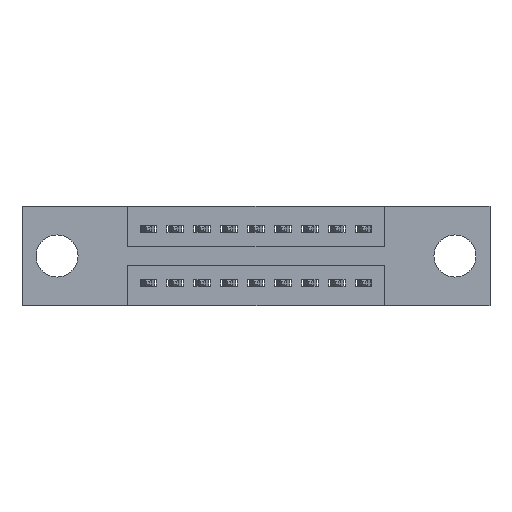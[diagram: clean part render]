
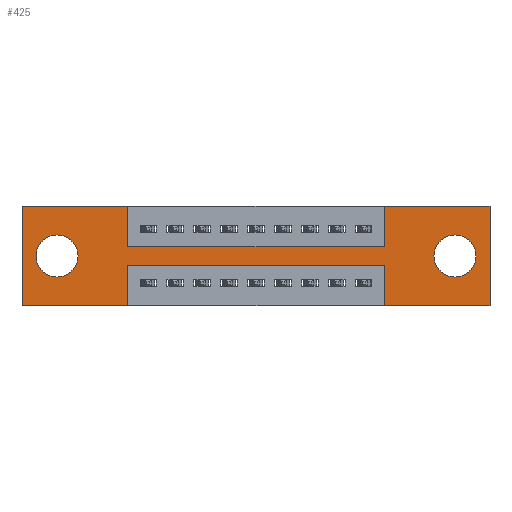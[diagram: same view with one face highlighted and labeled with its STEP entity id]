
A CAD part, front view. The second image highlights one B-rep face of the part: STEP entity #425.
In plain terms, the highlighted planar face has unit normal (0, -1, 0).
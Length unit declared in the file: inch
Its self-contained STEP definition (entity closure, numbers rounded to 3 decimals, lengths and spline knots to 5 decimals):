
#9 = EDGE_CURVE ( 'NONE', #7524, #9520, #5033, .T. ) ;
#63 = VERTEX_POINT ( 'NONE', #6117 ) ;
#111 = CARTESIAN_POINT ( 'NONE',  ( 0.13, 0., -0.185 ) ) ;
#216 = EDGE_CURVE ( 'NONE', #4138, #63, #10358, .T. ) ;
#237 = ORIENTED_EDGE ( 'NONE', *, *, #4190, .F. ) ;
#257 = CARTESIAN_POINT ( 'NONE',  ( 1.735, 0., 0. ) ) ;
#302 = CARTESIAN_POINT ( 'NONE',  ( 1.3425, 0., -0.37 ) ) ;
#395 = CARTESIAN_POINT ( 'NONE',  ( 1.605, 0., -0.263 ) ) ;
#425 = ADVANCED_FACE ( 'NONE', ( #7093, #8070, #6962 ), #10785, .T. ) ;
#620 = CARTESIAN_POINT ( 'NONE',  ( 0.3925, 0., -0.22 ) ) ;
#641 = EDGE_CURVE ( 'NONE', #3807, #7524, #819, .T. ) ;
#658 = VECTOR ( 'NONE', #7275, 39.37008 ) ;
#756 = DIRECTION ( 'NONE',  ( 0., -1., 0. ) ) ;
#819 = LINE ( 'NONE', #946, #658 ) ;
#944 = CARTESIAN_POINT ( 'NONE',  ( 0.3925, 0., -0.15 ) ) ;
#946 = CARTESIAN_POINT ( 'NONE',  ( 1.735, 0., 0. ) ) ;
#1315 = VECTOR ( 'NONE', #4027, 39.37008 ) ;
#1460 = EDGE_LOOP ( 'NONE', ( #1679, #3708 ) ) ;
#1501 = AXIS2_PLACEMENT_3D ( 'NONE', #6244, #756, #3468 ) ;
#1679 = ORIENTED_EDGE ( 'NONE', *, *, #3696, .T. ) ;
#1711 = CIRCLE ( 'NONE', #3248, 0.078 ) ;
#1714 = CARTESIAN_POINT ( 'NONE',  ( 1.605, 0., -0.185 ) ) ;
#1749 = AXIS2_PLACEMENT_3D ( 'NONE', #1714, #8814, #3412 ) ;
#1774 = ORIENTED_EDGE ( 'NONE', *, *, #7921, .F. ) ;
#1803 = EDGE_CURVE ( 'NONE', #11930, #9374, #11800, .T. ) ;
#1964 = ORIENTED_EDGE ( 'NONE', *, *, #216, .F. ) ;
#2093 = VECTOR ( 'NONE', #6293, 39.37008 ) ;
#2543 = CARTESIAN_POINT ( 'NONE',  ( 0.3925, 0., -0.15 ) ) ;
#2583 = AXIS2_PLACEMENT_3D ( 'NONE', #11936, #11193, #2728 ) ;
#2599 = CARTESIAN_POINT ( 'NONE',  ( 1.3425, 0., -0.37 ) ) ;
#2712 = CARTESIAN_POINT ( 'NONE',  ( 1.605, 0., -0.107 ) ) ;
#2728 = DIRECTION ( 'NONE',  ( 0., 0., -1. ) ) ;
#2759 = VERTEX_POINT ( 'NONE', #7367 ) ;
#2783 = LINE ( 'NONE', #8179, #3951 ) ;
#2832 = ORIENTED_EDGE ( 'NONE', *, *, #4424, .F. ) ;
#2941 = CARTESIAN_POINT ( 'NONE',  ( 0.3925, 0., -0.37 ) ) ;
#3182 = ORIENTED_EDGE ( 'NONE', *, *, #5611, .F. ) ;
#3193 = VECTOR ( 'NONE', #3819, 39.37008 ) ;
#3248 = AXIS2_PLACEMENT_3D ( 'NONE', #111, #10204, #3793 ) ;
#3375 = CARTESIAN_POINT ( 'NONE',  ( 0.13, 0., -0.185 ) ) ;
#3377 = VECTOR ( 'NONE', #7267, 39.37008 ) ;
#3386 = CARTESIAN_POINT ( 'NONE',  ( 0., 0., 0. ) ) ;
#3409 = CARTESIAN_POINT ( 'NONE',  ( 0.3925, 0., -0.37 ) ) ;
#3412 = DIRECTION ( 'NONE',  ( 0., 0., -1. ) ) ;
#3468 = DIRECTION ( 'NONE',  ( 0., 0., -1. ) ) ;
#3573 = DIRECTION ( 'NONE',  ( 0., 0., -1. ) ) ;
#3696 = EDGE_CURVE ( 'NONE', #9374, #11930, #4743, .T. ) ;
#3708 = ORIENTED_EDGE ( 'NONE', *, *, #1803, .T. ) ;
#3720 = EDGE_CURVE ( 'NONE', #5502, #4469, #2783, .T. ) ;
#3773 = LINE ( 'NONE', #944, #5926 ) ;
#3793 = DIRECTION ( 'NONE',  ( 0., 0., 1. ) ) ;
#3807 = VERTEX_POINT ( 'NONE', #257 ) ;
#3809 = CARTESIAN_POINT ( 'NONE',  ( 0., 0., -0.37 ) ) ;
#3819 = DIRECTION ( 'NONE',  ( 0., 0., -1. ) ) ;
#3951 = VECTOR ( 'NONE', #3573, 39.37008 ) ;
#4027 = DIRECTION ( 'NONE',  ( -1., 0., 0. ) ) ;
#4138 = VERTEX_POINT ( 'NONE', #9543 ) ;
#4190 = EDGE_CURVE ( 'NONE', #6376, #3807, #9489, .T. ) ;
#4395 = CARTESIAN_POINT ( 'NONE',  ( 1.735, 0., -0.37 ) ) ;
#4424 = EDGE_CURVE ( 'NONE', #9034, #9482, #5467, .T. ) ;
#4447 = CARTESIAN_POINT ( 'NONE',  ( 0., 0., -0.37 ) ) ;
#4469 = VERTEX_POINT ( 'NONE', #2543 ) ;
#4644 = DIRECTION ( 'NONE',  ( 1., 0., 0. ) ) ;
#4743 = CIRCLE ( 'NONE', #2583, 0.078 ) ;
#4956 = EDGE_CURVE ( 'NONE', #63, #9034, #7557, .T. ) ;
#5033 = LINE ( 'NONE', #8657, #8262 ) ;
#5171 = DIRECTION ( 'NONE',  ( 0., 0., 1. ) ) ;
#5229 = LINE ( 'NONE', #11501, #7122 ) ;
#5404 = LINE ( 'NONE', #2599, #2093 ) ;
#5467 = LINE ( 'NONE', #4447, #3377 ) ;
#5500 = ORIENTED_EDGE ( 'NONE', *, *, #7665, .F. ) ;
#5502 = VERTEX_POINT ( 'NONE', #11049 ) ;
#5611 = EDGE_CURVE ( 'NONE', #10970, #5502, #8635, .T. ) ;
#5926 = VECTOR ( 'NONE', #4644, 39.37008 ) ;
#6043 = DIRECTION ( 'NONE',  ( 0., 1., 0. ) ) ;
#6117 = CARTESIAN_POINT ( 'NONE',  ( 0.3925, 0., -0.22 ) ) ;
#6244 = CARTESIAN_POINT ( 'NONE',  ( 0., 0., -0.37 ) ) ;
#6257 = CARTESIAN_POINT ( 'NONE',  ( 1.3425, 0., -0.15 ) ) ;
#6293 = DIRECTION ( 'NONE',  ( 0., 0., 1. ) ) ;
#6315 = ORIENTED_EDGE ( 'NONE', *, *, #10673, .F. ) ;
#6376 = VERTEX_POINT ( 'NONE', #11300 ) ;
#6578 = CARTESIAN_POINT ( 'NONE',  ( 0., 0., 0. ) ) ;
#6597 = CARTESIAN_POINT ( 'NONE',  ( 0.13, 0., -0.263 ) ) ;
#6906 = DIRECTION ( 'NONE',  ( 1., 0., 0. ) ) ;
#6940 = ORIENTED_EDGE ( 'NONE', *, *, #11876, .F. ) ;
#6962 = FACE_OUTER_BOUND ( 'NONE', #8421, .T. ) ;
#6978 = CARTESIAN_POINT ( 'NONE',  ( 0., 0., 0. ) ) ;
#7008 = VERTEX_POINT ( 'NONE', #6257 ) ;
#7069 = DIRECTION ( 'NONE',  ( 0., 0., 1. ) ) ;
#7093 = FACE_BOUND ( 'NONE', #1460, .T. ) ;
#7116 = ORIENTED_EDGE ( 'NONE', *, *, #641, .F. ) ;
#7122 = VECTOR ( 'NONE', #5171, 39.37008 ) ;
#7267 = DIRECTION ( 'NONE',  ( -1., 0., 0. ) ) ;
#7275 = DIRECTION ( 'NONE',  ( 0., 0., -1. ) ) ;
#7367 = CARTESIAN_POINT ( 'NONE',  ( 0.13, 0., -0.107 ) ) ;
#7524 = VERTEX_POINT ( 'NONE', #4395 ) ;
#7557 = LINE ( 'NONE', #2941, #3193 ) ;
#7607 = DIRECTION ( 'NONE',  ( 1., 0., 0. ) ) ;
#7665 = EDGE_CURVE ( 'NONE', #4469, #7008, #3773, .T. ) ;
#7685 = AXIS2_PLACEMENT_3D ( 'NONE', #3375, #6043, #11611 ) ;
#7716 = CARTESIAN_POINT ( 'NONE',  ( 0., 0., 0. ) ) ;
#7921 = EDGE_CURVE ( 'NONE', #9482, #10970, #10825, .T. ) ;
#8070 = FACE_BOUND ( 'NONE', #9958, .T. ) ;
#8172 = ORIENTED_EDGE ( 'NONE', *, *, #4956, .F. ) ;
#8179 = CARTESIAN_POINT ( 'NONE',  ( 0.3925, 0., 0. ) ) ;
#8204 = VECTOR ( 'NONE', #7607, 39.37008 ) ;
#8262 = VECTOR ( 'NONE', #8776, 39.37008 ) ;
#8421 = EDGE_LOOP ( 'NONE', ( #8172, #1964, #6315, #11771, #7116, #237, #6940, #5500, #9682, #3182, #1774, #2832 ) ) ;
#8595 = VECTOR ( 'NONE', #6906, 39.37008 ) ;
#8635 = LINE ( 'NONE', #7716, #8595 ) ;
#8657 = CARTESIAN_POINT ( 'NONE',  ( 0., 0., -0.37 ) ) ;
#8776 = DIRECTION ( 'NONE',  ( -1., 0., 0. ) ) ;
#8814 = DIRECTION ( 'NONE',  ( 0., 1., 0. ) ) ;
#9034 = VERTEX_POINT ( 'NONE', #3409 ) ;
#9304 = EDGE_CURVE ( 'NONE', #2759, #10443, #10391, .T. ) ;
#9374 = VERTEX_POINT ( 'NONE', #2712 ) ;
#9482 = VERTEX_POINT ( 'NONE', #3809 ) ;
#9489 = LINE ( 'NONE', #6578, #8204 ) ;
#9520 = VERTEX_POINT ( 'NONE', #302 ) ;
#9522 = ORIENTED_EDGE ( 'NONE', *, *, #10017, .T. ) ;
#9543 = CARTESIAN_POINT ( 'NONE',  ( 1.3425, 0., -0.22 ) ) ;
#9682 = ORIENTED_EDGE ( 'NONE', *, *, #3720, .F. ) ;
#9958 = EDGE_LOOP ( 'NONE', ( #10098, #9522 ) ) ;
#10017 = EDGE_CURVE ( 'NONE', #10443, #2759, #1711, .T. ) ;
#10098 = ORIENTED_EDGE ( 'NONE', *, *, #9304, .T. ) ;
#10204 = DIRECTION ( 'NONE',  ( 0., 1., 0. ) ) ;
#10358 = LINE ( 'NONE', #620, #1315 ) ;
#10391 = CIRCLE ( 'NONE', #7685, 0.078 ) ;
#10443 = VERTEX_POINT ( 'NONE', #6597 ) ;
#10673 = EDGE_CURVE ( 'NONE', #9520, #4138, #5404, .T. ) ;
#10785 = PLANE ( 'NONE',  #1501 ) ;
#10825 = LINE ( 'NONE', #3386, #11139 ) ;
#10970 = VERTEX_POINT ( 'NONE', #6978 ) ;
#11049 = CARTESIAN_POINT ( 'NONE',  ( 0.3925, 0., 0. ) ) ;
#11139 = VECTOR ( 'NONE', #7069, 39.37008 ) ;
#11193 = DIRECTION ( 'NONE',  ( 0., 1., 0. ) ) ;
#11300 = CARTESIAN_POINT ( 'NONE',  ( 1.3425, 0., 0. ) ) ;
#11501 = CARTESIAN_POINT ( 'NONE',  ( 1.3425, 0., 0. ) ) ;
#11611 = DIRECTION ( 'NONE',  ( 0., 0., 1. ) ) ;
#11771 = ORIENTED_EDGE ( 'NONE', *, *, #9, .F. ) ;
#11800 = CIRCLE ( 'NONE', #1749, 0.078 ) ;
#11876 = EDGE_CURVE ( 'NONE', #7008, #6376, #5229, .T. ) ;
#11930 = VERTEX_POINT ( 'NONE', #395 ) ;
#11936 = CARTESIAN_POINT ( 'NONE',  ( 1.605, 0., -0.185 ) ) ;
